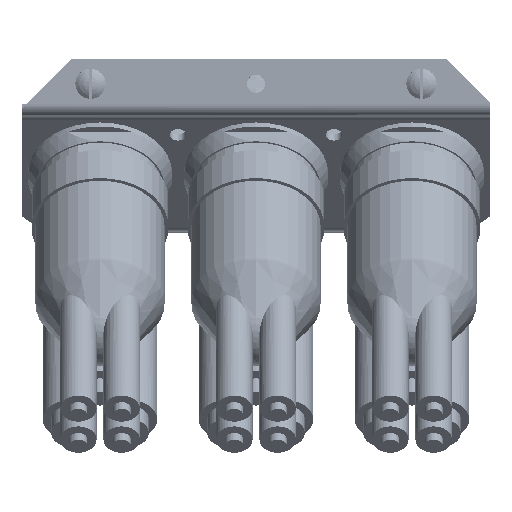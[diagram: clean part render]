
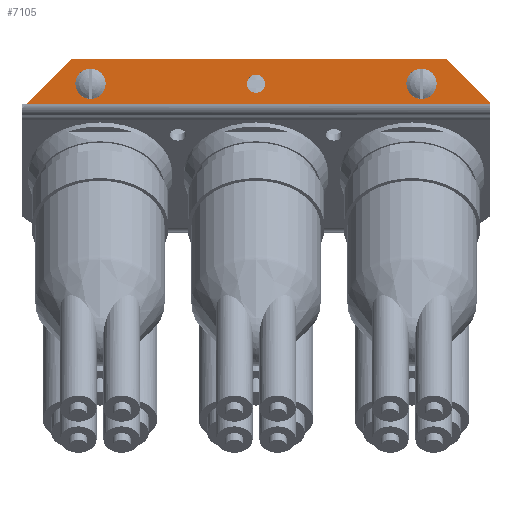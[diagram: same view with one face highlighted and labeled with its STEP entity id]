
A CAD part, top view. The second image highlights one B-rep face of the part: STEP entity #7105.
In plain terms, the highlighted planar face has unit normal (0, 0, 1).
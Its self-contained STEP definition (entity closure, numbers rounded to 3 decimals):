
#547=DIRECTION('',(0.,-1.,0.));
#548=VECTOR('',#547,0.3);
#549=CARTESIAN_POINT('',(61.5,3.5,12.));
#550=LINE('',#549,#548);
#2620=DIRECTION('',(1.,0.,0.));
#2621=VECTOR('',#2620,121.8);
#2622=CARTESIAN_POINT('',(-60.3,3.2,12.));
#2623=LINE('',#2622,#2621);
#2670=DIRECTION('',(-0.707,0.707,0.));
#2671=VECTOR('',#2670,16.263);
#2672=CARTESIAN_POINT('',(61.5,3.5,12.));
#2673=LINE('',#2672,#2671);
#2674=DIRECTION('',(-0.707,-0.707,0.));
#2675=VECTOR('',#2674,16.688);
#2676=CARTESIAN_POINT('',(-48.5,15.,12.));
#2677=LINE('',#2676,#2675);
#2678=DIRECTION('',(1.,0.,0.));
#2679=VECTOR('',#2678,98.5);
#2680=CARTESIAN_POINT('',(-48.5,15.,12.));
#2681=LINE('',#2680,#2679);
#2682=CARTESIAN_POINT('',(43.5,8.5,12.));
#2683=DIRECTION('',(0.,0.,-1.));
#2684=DIRECTION('',(-1.,0.,0.));
#2685=AXIS2_PLACEMENT_3D('',#2682,#2683,#2684);
#2687=CARTESIAN_POINT('',(43.5,8.5,12.));
#2688=DIRECTION('',(0.,0.,-1.));
#2689=DIRECTION('',(1.,0.,0.));
#2690=AXIS2_PLACEMENT_3D('',#2687,#2688,#2689);
#2692=CARTESIAN_POINT('',(-43.5,8.5,12.));
#2693=DIRECTION('',(0.,0.,1.));
#2694=DIRECTION('',(1.,0.,0.));
#2695=AXIS2_PLACEMENT_3D('',#2692,#2693,#2694);
#2697=CARTESIAN_POINT('',(-43.5,8.5,12.));
#2698=DIRECTION('',(0.,0.,1.));
#2699=DIRECTION('',(-1.,0.,0.));
#2700=AXIS2_PLACEMENT_3D('',#2697,#2698,#2699);
#2702=CARTESIAN_POINT('',(0.,8.5,12.));
#2703=DIRECTION('',(0.,0.,-1.));
#2704=DIRECTION('',(-1.,0.,0.));
#2705=AXIS2_PLACEMENT_3D('',#2702,#2703,#2704);
#2707=CARTESIAN_POINT('',(0.,8.5,12.));
#2708=DIRECTION('',(0.,0.,-1.));
#2709=DIRECTION('',(1.,0.,0.));
#2710=AXIS2_PLACEMENT_3D('',#2707,#2708,#2709);
#3076=CARTESIAN_POINT('',(61.5,3.2,12.));
#3077=VERTEX_POINT('',#3076);
#3404=CARTESIAN_POINT('',(61.5,3.5,12.));
#3405=CARTESIAN_POINT('',(50.,15.,12.));
#3406=VERTEX_POINT('',#3404);
#3407=VERTEX_POINT('',#3405);
#3416=CARTESIAN_POINT('',(-48.5,15.,12.));
#3417=VERTEX_POINT('',#3416);
#3418=CARTESIAN_POINT('',(-60.3,3.2,12.));
#3419=VERTEX_POINT('',#3418);
#3482=CARTESIAN_POINT('',(41.05,8.5,12.));
#3483=CARTESIAN_POINT('',(45.95,8.5,12.));
#3484=VERTEX_POINT('',#3482);
#3485=VERTEX_POINT('',#3483);
#3490=CARTESIAN_POINT('',(-41.05,8.5,12.));
#3491=CARTESIAN_POINT('',(-45.95,8.5,12.));
#3492=VERTEX_POINT('',#3490);
#3493=VERTEX_POINT('',#3491);
#3498=CARTESIAN_POINT('',(-2.38,8.5,12.));
#3499=CARTESIAN_POINT('',(2.38,8.5,12.));
#3500=VERTEX_POINT('',#3498);
#3501=VERTEX_POINT('',#3499);
#7074=CARTESIAN_POINT('',(-61.5,15.,12.));
#7075=DIRECTION('',(0.,0.,1.));
#7076=DIRECTION('',(0.,-1.,0.));
#7077=AXIS2_PLACEMENT_3D('',#7074,#7075,#7076);
#7078=PLANE('',#7077);
#7079=ORIENTED_EDGE('',*,*,#7065,.F.);
#7080=ORIENTED_EDGE('',*,*,#4150,.T.);
#7081=ORIENTED_EDGE('',*,*,#7001,.F.);
#7082=ORIENTED_EDGE('',*,*,#7017,.F.);
#7084=ORIENTED_EDGE('',*,*,#7083,.T.);
#7085=EDGE_LOOP('',(#7079,#7080,#7081,#7082,#7084));
#7086=FACE_OUTER_BOUND('',#7085,.F.);
#7088=ORIENTED_EDGE('',*,*,#7087,.F.);
#7090=ORIENTED_EDGE('',*,*,#7089,.F.);
#7091=EDGE_LOOP('',(#7088,#7090));
#7092=FACE_BOUND('',#7091,.F.);
#7094=ORIENTED_EDGE('',*,*,#7093,.T.);
#7096=ORIENTED_EDGE('',*,*,#7095,.T.);
#7097=EDGE_LOOP('',(#7094,#7096));
#7098=FACE_BOUND('',#7097,.F.);
#7100=ORIENTED_EDGE('',*,*,#7099,.F.);
#7102=ORIENTED_EDGE('',*,*,#7101,.F.);
#7103=EDGE_LOOP('',(#7100,#7102));
#7104=FACE_BOUND('',#7103,.F.);
#7105=ADVANCED_FACE('',(#7086,#7092,#7098,#7104),#7078,.T.);
#2686=CIRCLE('',#2685,2.45);
#2691=CIRCLE('',#2690,2.45);
#2696=CIRCLE('',#2695,2.45);
#2701=CIRCLE('',#2700,2.45);
#2706=CIRCLE('',#2705,2.38);
#2711=CIRCLE('',#2710,2.38);
#4150=EDGE_CURVE('',#3406,#3077,#550,.T.);
#7001=EDGE_CURVE('',#3419,#3077,#2623,.T.);
#7017=EDGE_CURVE('',#3417,#3419,#2677,.T.);
#7065=EDGE_CURVE('',#3406,#3407,#2673,.T.);
#7083=EDGE_CURVE('',#3417,#3407,#2681,.T.);
#7087=EDGE_CURVE('',#3484,#3485,#2686,.T.);
#7089=EDGE_CURVE('',#3485,#3484,#2691,.T.);
#7093=EDGE_CURVE('',#3492,#3493,#2696,.T.);
#7095=EDGE_CURVE('',#3493,#3492,#2701,.T.);
#7099=EDGE_CURVE('',#3500,#3501,#2706,.T.);
#7101=EDGE_CURVE('',#3501,#3500,#2711,.T.);
